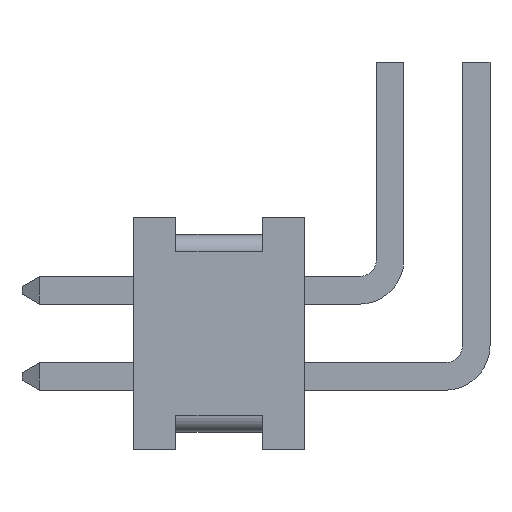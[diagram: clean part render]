
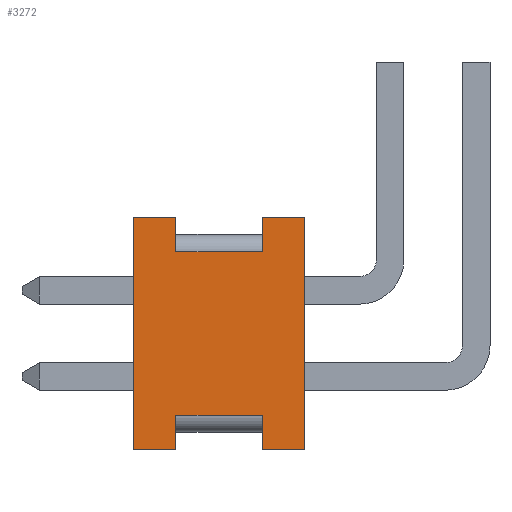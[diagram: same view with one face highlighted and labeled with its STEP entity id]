
A CAD part, left-side view. The second image highlights one B-rep face of the part: STEP entity #3272.
In plain terms, the highlighted planar face has unit normal (-1, 0, 0).
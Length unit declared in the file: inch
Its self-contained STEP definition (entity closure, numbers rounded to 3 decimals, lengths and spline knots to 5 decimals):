
#368 = CARTESIAN_POINT ( 'NONE',  ( -0.175, 0.0245, 0.0675 ) ) ;
#672 = CARTESIAN_POINT ( 'NONE',  ( -0.175, 0.0745, 0.0675 ) ) ;
#1475 = VECTOR ( 'NONE', #10315, 39.37008 ) ;
#1481 = CARTESIAN_POINT ( 'NONE',  ( -0.175, 0.0245, 0.0675 ) ) ;
#1765 = VERTEX_POINT ( 'NONE', #18326 ) ;
#1792 = CARTESIAN_POINT ( 'NONE',  ( -0.175, 0., 0.0675 ) ) ;
#1956 = CARTESIAN_POINT ( 'NONE',  ( -0.175, 0.099, -0.0475 ) ) ;
#2246 = CARTESIAN_POINT ( 'NONE',  ( -0.175, 0.0245, -0.0475 ) ) ;
#2748 = PLANE ( 'NONE',  #11911 ) ;
#2905 = DIRECTION ( 'NONE',  ( 0., 1., 0. ) ) ;
#3272 = ADVANCED_FACE ( 'NONE', ( #11583 ), #2748, .F. ) ;
#3502 = ORIENTED_EDGE ( 'NONE', *, *, #11017, .F. ) ;
#3542 = VERTEX_POINT ( 'NONE', #20516 ) ;
#3804 = CARTESIAN_POINT ( 'NONE',  ( -0.175, 0.0745, 0.0675 ) ) ;
#3900 = EDGE_LOOP ( 'NONE', ( #19105, #18168, #5401, #21065, #6885, #11550, #3502, #8259, #18722, #9324, #4789, #17746 ) ) ;
#3958 = VERTEX_POINT ( 'NONE', #672 ) ;
#4079 = VECTOR ( 'NONE', #12192, 39.37008 ) ;
#4122 = EDGE_CURVE ( 'NONE', #3542, #8384, #8663, .T. ) ;
#4650 = VECTOR ( 'NONE', #7423, 39.37008 ) ;
#4789 = ORIENTED_EDGE ( 'NONE', *, *, #11161, .F. ) ;
#5072 = LINE ( 'NONE', #19180, #1475 ) ;
#5401 = ORIENTED_EDGE ( 'NONE', *, *, #4122, .F. ) ;
#5755 = LINE ( 'NONE', #18349, #11884 ) ;
#5758 = DIRECTION ( 'NONE',  ( 0., 1., 0. ) ) ;
#5826 = VERTEX_POINT ( 'NONE', #1481 ) ;
#6885 = ORIENTED_EDGE ( 'NONE', *, *, #10335, .F. ) ;
#6917 = EDGE_CURVE ( 'NONE', #10282, #20154, #10644, .T. ) ;
#7150 = LINE ( 'NONE', #14238, #10304 ) ;
#7280 = VERTEX_POINT ( 'NONE', #1792 ) ;
#7324 = VERTEX_POINT ( 'NONE', #21703 ) ;
#7423 = DIRECTION ( 'NONE',  ( 0., 1., 0. ) ) ;
#7445 = DIRECTION ( 'NONE',  ( 0., 0., 1. ) ) ;
#8095 = DIRECTION ( 'NONE',  ( 0., 0., -1. ) ) ;
#8132 = CARTESIAN_POINT ( 'NONE',  ( -0.175, 0.099, 0.0675 ) ) ;
#8259 = ORIENTED_EDGE ( 'NONE', *, *, #10309, .F. ) ;
#8384 = VERTEX_POINT ( 'NONE', #15151 ) ;
#8663 = LINE ( 'NONE', #16105, #15773 ) ;
#9167 = LINE ( 'NONE', #16286, #4650 ) ;
#9255 = LINE ( 'NONE', #3804, #15153 ) ;
#9303 = CARTESIAN_POINT ( 'NONE',  ( -0.175, 0.0745, -0.0475 ) ) ;
#9324 = ORIENTED_EDGE ( 'NONE', *, *, #17351, .T. ) ;
#10168 = CARTESIAN_POINT ( 'NONE',  ( -0.175, 0.099, 0.0675 ) ) ;
#10282 = VERTEX_POINT ( 'NONE', #13664 ) ;
#10304 = VECTOR ( 'NONE', #5758, 39.37008 ) ;
#10309 = EDGE_CURVE ( 'NONE', #1765, #12240, #7150, .T. ) ;
#10315 = DIRECTION ( 'NONE',  ( 0., 0., 1. ) ) ;
#10318 = CARTESIAN_POINT ( 'NONE',  ( -0.175, 0.0245, -0.0675 ) ) ;
#10335 = EDGE_CURVE ( 'NONE', #19024, #7324, #9255, .T. ) ;
#10644 = LINE ( 'NONE', #12729, #14691 ) ;
#10990 = DIRECTION ( 'NONE',  ( 0., 0., -1. ) ) ;
#10996 = DIRECTION ( 'NONE',  ( 0., -1., 0. ) ) ;
#11017 = EDGE_CURVE ( 'NONE', #12240, #14200, #16309, .T. ) ;
#11161 = EDGE_CURVE ( 'NONE', #20154, #5826, #5072, .T. ) ;
#11471 = VECTOR ( 'NONE', #7445, 39.37008 ) ;
#11550 = ORIENTED_EDGE ( 'NONE', *, *, #16640, .F. ) ;
#11583 = FACE_OUTER_BOUND ( 'NONE', #3900, .T. ) ;
#11884 = VECTOR ( 'NONE', #20083, 39.37008 ) ;
#11911 = AXIS2_PLACEMENT_3D ( 'NONE', #10168, #22553, #8095 ) ;
#12192 = DIRECTION ( 'NONE',  ( 0., 0., -1. ) ) ;
#12240 = VERTEX_POINT ( 'NONE', #10318 ) ;
#12388 = LINE ( 'NONE', #1956, #18107 ) ;
#12489 = LINE ( 'NONE', #19624, #18979 ) ;
#12729 = CARTESIAN_POINT ( 'NONE',  ( -0.175, 0.099, 0.0475 ) ) ;
#12771 = EDGE_CURVE ( 'NONE', #8384, #3958, #12489, .T. ) ;
#12781 = EDGE_CURVE ( 'NONE', #1765, #7280, #5755, .T. ) ;
#13080 = DIRECTION ( 'NONE',  ( 0., -1., 0. ) ) ;
#13664 = CARTESIAN_POINT ( 'NONE',  ( -0.175, 0.0745, 0.0475 ) ) ;
#14200 = VERTEX_POINT ( 'NONE', #2246 ) ;
#14238 = CARTESIAN_POINT ( 'NONE',  ( -0.175, 0.099, -0.0675 ) ) ;
#14691 = VECTOR ( 'NONE', #10996, 39.37008 ) ;
#15151 = CARTESIAN_POINT ( 'NONE',  ( -0.175, 0.099, 0.0675 ) ) ;
#15153 = VECTOR ( 'NONE', #10990, 39.37008 ) ;
#15773 = VECTOR ( 'NONE', #22799, 39.37008 ) ;
#15789 = EDGE_CURVE ( 'NONE', #7324, #3542, #9167, .T. ) ;
#15801 = LINE ( 'NONE', #19435, #4079 ) ;
#16105 = CARTESIAN_POINT ( 'NONE',  ( -0.175, 0.099, 0. ) ) ;
#16286 = CARTESIAN_POINT ( 'NONE',  ( -0.175, 0.099, -0.0675 ) ) ;
#16309 = LINE ( 'NONE', #368, #11471 ) ;
#16640 = EDGE_CURVE ( 'NONE', #14200, #19024, #12388, .T. ) ;
#17040 = VECTOR ( 'NONE', #2905, 39.37008 ) ;
#17351 = EDGE_CURVE ( 'NONE', #7280, #5826, #18856, .T. ) ;
#17746 = ORIENTED_EDGE ( 'NONE', *, *, #6917, .F. ) ;
#18107 = VECTOR ( 'NONE', #19316, 39.37008 ) ;
#18168 = ORIENTED_EDGE ( 'NONE', *, *, #12771, .F. ) ;
#18326 = CARTESIAN_POINT ( 'NONE',  ( -0.175, 0., -0.0675 ) ) ;
#18349 = CARTESIAN_POINT ( 'NONE',  ( -0.175, 0., 0.0675 ) ) ;
#18722 = ORIENTED_EDGE ( 'NONE', *, *, #12781, .T. ) ;
#18856 = LINE ( 'NONE', #8132, #17040 ) ;
#18979 = VECTOR ( 'NONE', #13080, 39.37008 ) ;
#19024 = VERTEX_POINT ( 'NONE', #9303 ) ;
#19105 = ORIENTED_EDGE ( 'NONE', *, *, #20685, .F. ) ;
#19180 = CARTESIAN_POINT ( 'NONE',  ( -0.175, 0.0245, 0.0675 ) ) ;
#19316 = DIRECTION ( 'NONE',  ( 0., 1., 0. ) ) ;
#19435 = CARTESIAN_POINT ( 'NONE',  ( -0.175, 0.0745, 0.0675 ) ) ;
#19624 = CARTESIAN_POINT ( 'NONE',  ( -0.175, 0.099, 0.0675 ) ) ;
#19964 = CARTESIAN_POINT ( 'NONE',  ( -0.175, 0.0245, 0.0475 ) ) ;
#20083 = DIRECTION ( 'NONE',  ( 0., 0., 1. ) ) ;
#20154 = VERTEX_POINT ( 'NONE', #19964 ) ;
#20516 = CARTESIAN_POINT ( 'NONE',  ( -0.175, 0.099, -0.0675 ) ) ;
#20685 = EDGE_CURVE ( 'NONE', #3958, #10282, #15801, .T. ) ;
#21065 = ORIENTED_EDGE ( 'NONE', *, *, #15789, .F. ) ;
#21703 = CARTESIAN_POINT ( 'NONE',  ( -0.175, 0.0745, -0.0675 ) ) ;
#22553 = DIRECTION ( 'NONE',  ( 1., 0., 0. ) ) ;
#22799 = DIRECTION ( 'NONE',  ( 0., 0., 1. ) ) ;
